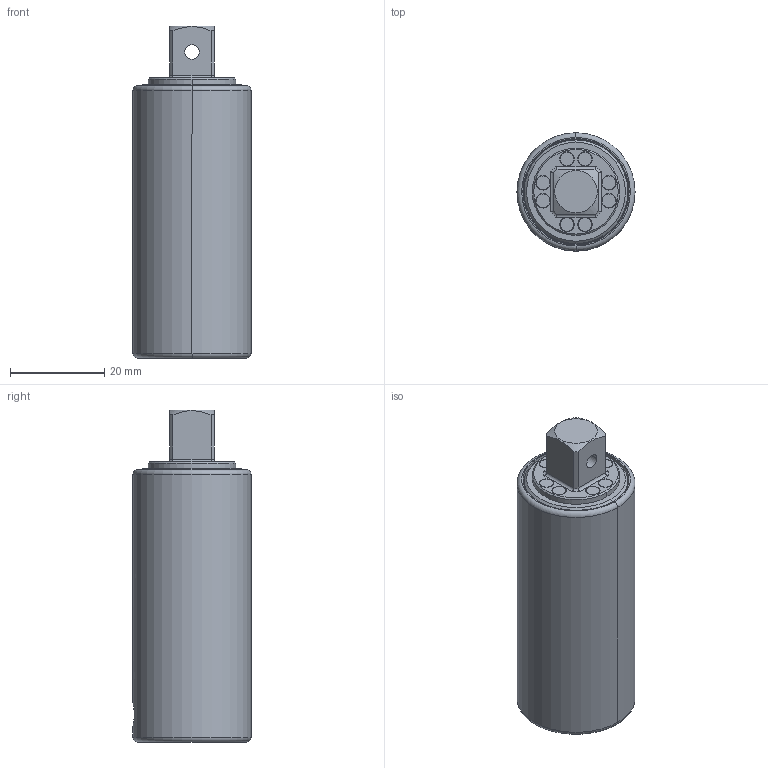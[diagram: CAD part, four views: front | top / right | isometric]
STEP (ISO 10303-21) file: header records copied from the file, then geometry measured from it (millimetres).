
FILE_DESCRIPTION((''),'2;1');
FILE_NAME('4027123690_ASM','2023-08-30T13:10:41',('a00565553'),(''),'CREO PARAMETRIC BY PTC INC, 2022414','CREO PARAMETRIC BY PTC INC, 2022414','');
FILE_SCHEMA(('CONFIG_CONTROL_DESIGN','GEOMETRIC_VALIDATION_PROPERTIES_MIM'));
Length unit declared in the file: millimetre
Products named in the file (1): 4027123690_ASM
Bounding box: 25 x 25 x 70.3 mm (x, y, z)
Surface area: 7483.8 mm2 (no closed solid volume)
Topology: 0 solids, 12 shells, 100 faces, 274 edges, 180 vertices
Faces by surface type: plane 32, cylinder 29, torus 29, cone 10
Entity records: 4286 total; most frequent: CARTESIAN_POINT 928, DIRECTION 583, ORIENTED_EDGE 476, EDGE_CURVE 274, AXIS2_PLACEMENT_3D 257, VERTEX_POINT 180, CIRCLE 156, EDGE_LOOP 116
